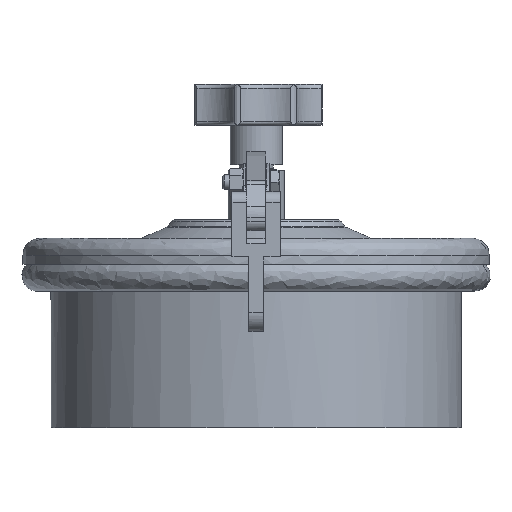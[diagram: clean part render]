
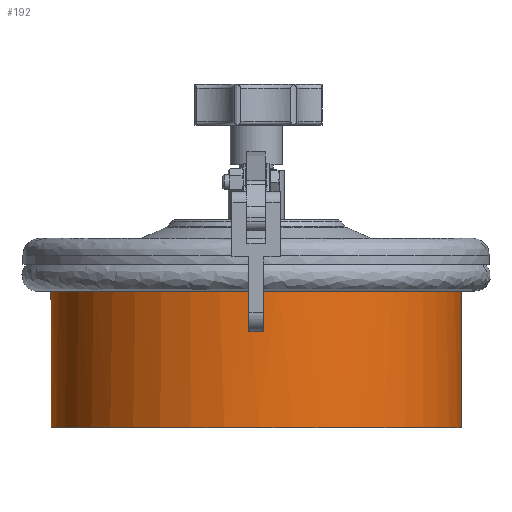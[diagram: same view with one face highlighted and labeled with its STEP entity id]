
A CAD part, left-side view. The second image highlights one B-rep face of the part: STEP entity #192.
In plain terms, the highlighted free-form (B-spline) face has degree [2, 1] with [9, 2] control points.
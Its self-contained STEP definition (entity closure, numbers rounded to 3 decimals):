
#120 = VERTEX_POINT('',#121);
#121 = CARTESIAN_POINT('',(0.,135.141,
    100.127));
#129 = EDGE_CURVE('',#120,#130,#132,.T.);
#130 = VERTEX_POINT('',#131);
#131 = CARTESIAN_POINT('',(135.141,0.,
    100.127));
#132 = ( BOUNDED_CURVE() B_SPLINE_CURVE(2,(#133,#134,#135),
.UNSPECIFIED.,.F.,.F.) B_SPLINE_CURVE_WITH_KNOTS((3,3),(1.571,
3.142),.PIECEWISE_BEZIER_KNOTS.) CURVE() 
GEOMETRIC_REPRESENTATION_ITEM() RATIONAL_B_SPLINE_CURVE((1.,
0.707,1.)) REPRESENTATION_ITEM('') );
#133 = CARTESIAN_POINT('',(0.,135.141,
    100.127));
#134 = CARTESIAN_POINT('',(135.141,135.141,
    100.127));
#135 = CARTESIAN_POINT('',(135.141,0.,
    100.127));
#137 = EDGE_CURVE('',#130,#120,#138,.T.);
#138 = ( BOUNDED_CURVE() B_SPLINE_CURVE(2,(#139,#140,#141,#142,#143),
.UNSPECIFIED.,.F.,.F.) B_SPLINE_CURVE_WITH_KNOTS((3,2,3),(3.142,
5.498,7.854),.PIECEWISE_BEZIER_KNOTS.) CURVE() 
GEOMETRIC_REPRESENTATION_ITEM() RATIONAL_B_SPLINE_CURVE((1.,
0.383,1.,0.383,1.)) REPRESENTATION_ITEM('') );
#139 = CARTESIAN_POINT('',(135.141,0.,
    100.127));
#140 = CARTESIAN_POINT('',(135.141,-326.26,
    100.127));
#141 = CARTESIAN_POINT('',(-95.559,-95.559,
    100.127));
#142 = CARTESIAN_POINT('',(-326.26,135.141,
    100.127));
#143 = CARTESIAN_POINT('',(0.,135.141,
    100.127));
#192 = ADVANCED_FACE('',(#193),#215,.T.);
#193 = FACE_BOUND('',#194,.T.);
#194 = EDGE_LOOP('',(#195,#207,#212,#213,#214));
#195 = ORIENTED_EDGE('',*,*,#196,.F.);
#196 = EDGE_CURVE('',#197,#197,#199,.T.);
#197 = VERTEX_POINT('',#198);
#198 = CARTESIAN_POINT('',(135.141,0.,0.));
#199 = ( BOUNDED_CURVE() B_SPLINE_CURVE(2,(#200,#201,#202,#203,#204,#205
,#206),.UNSPECIFIED.,.T.,.F.) B_SPLINE_CURVE_WITH_KNOTS((3,2,2,3),(
    3.142,5.236,7.33,9.425),
.PIECEWISE_BEZIER_KNOTS.) CURVE() GEOMETRIC_REPRESENTATION_ITEM() 
RATIONAL_B_SPLINE_CURVE((1.,0.5,1.,0.5,1.,0.5,1.)) REPRESENTATION_ITEM(
  '') );
#200 = CARTESIAN_POINT('',(135.141,0.,0.));
#201 = CARTESIAN_POINT('',(135.141,-234.072,0.));
#202 = CARTESIAN_POINT('',(-67.571,-117.036,0.));
#203 = CARTESIAN_POINT('',(-270.283,0.,0.));
#204 = CARTESIAN_POINT('',(-67.571,117.036,0.));
#205 = CARTESIAN_POINT('',(135.141,234.072,0.));
#206 = CARTESIAN_POINT('',(135.141,0.,0.));
#207 = ORIENTED_EDGE('',*,*,#208,.T.);
#208 = EDGE_CURVE('',#197,#130,#209,.T.);
#209 = B_SPLINE_CURVE_WITH_KNOTS('',1,(#210,#211),.UNSPECIFIED.,.F.,.F.,
  (2,2),(-40.75,40.75),.PIECEWISE_BEZIER_KNOTS.);
#210 = CARTESIAN_POINT('',(135.141,0.,0.));
#211 = CARTESIAN_POINT('',(135.141,0.,
    100.127));
#212 = ORIENTED_EDGE('',*,*,#137,.T.);
#213 = ORIENTED_EDGE('',*,*,#129,.T.);
#214 = ORIENTED_EDGE('',*,*,#208,.F.);
#215 = ( BOUNDED_SURFACE() B_SPLINE_SURFACE(2,1,(
    (#216,#217)
    ,(#218,#219)
    ,(#220,#221)
    ,(#222,#223)
    ,(#224,#225)
    ,(#226,#227)
    ,(#228,#229)
    ,(#230,#231)
,(#232,#233
    )),.UNSPECIFIED.,.T.,.F.,.F.) B_SPLINE_SURFACE_WITH_KNOTS((3,2,2,2,3
    ),(2,2),(-3.142,-2.094,0.,2.094,
    3.142),(-40.75,40.75),.UNSPECIFIED.) 
GEOMETRIC_REPRESENTATION_ITEM() RATIONAL_B_SPLINE_SURFACE((
    (0.75,0.75)
    ,(0.75,0.75)
    ,(1.,1.)
    ,(0.5,0.5)
    ,(1.,1.)
    ,(0.5,0.5)
    ,(1.,1.)
    ,(0.75,0.75)
,(0.75,0.75))) REPRESENTATION_ITEM('') SURFACE() );
#216 = CARTESIAN_POINT('',(135.141,0.,
    100.127));
#217 = CARTESIAN_POINT('',(135.141,0.,0.));
#218 = CARTESIAN_POINT('',(135.141,-78.024,
    100.127));
#219 = CARTESIAN_POINT('',(135.141,-78.024,0.));
#220 = CARTESIAN_POINT('',(67.571,-117.036,
    100.127));
#221 = CARTESIAN_POINT('',(67.571,-117.036,0.));
#222 = CARTESIAN_POINT('',(-135.141,-234.072,100.127
    ));
#223 = CARTESIAN_POINT('',(-135.141,-234.072,0.));
#224 = CARTESIAN_POINT('',(-135.141,0.,100.127));
#225 = CARTESIAN_POINT('',(-135.141,0.,0.));
#226 = CARTESIAN_POINT('',(-135.141,234.072,100.127)
  );
#227 = CARTESIAN_POINT('',(-135.141,234.072,0.));
#228 = CARTESIAN_POINT('',(67.571,117.036,
    100.127));
#229 = CARTESIAN_POINT('',(67.571,117.036,0.));
#230 = CARTESIAN_POINT('',(135.141,78.024,
    100.127));
#231 = CARTESIAN_POINT('',(135.141,78.024,0.));
#232 = CARTESIAN_POINT('',(135.141,0.,
    100.127));
#233 = CARTESIAN_POINT('',(135.141,0.,0.));
